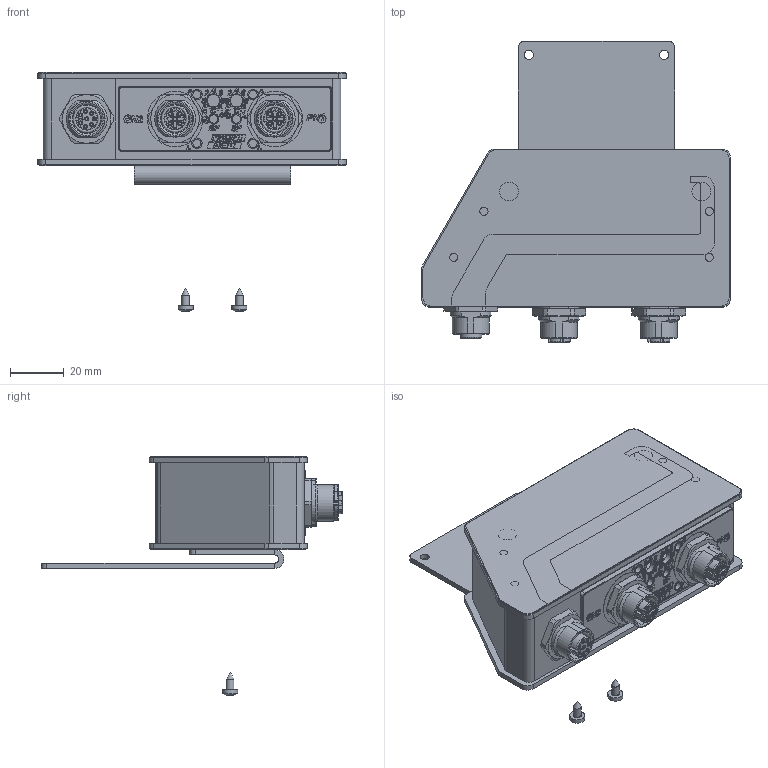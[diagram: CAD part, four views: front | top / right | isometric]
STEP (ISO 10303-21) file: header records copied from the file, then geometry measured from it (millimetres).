
FILE_DESCRIPTION(/* description */ ('-'),/* implementation_level */ '2;1');
FILE_NAME(/* name */ 'PE300301-T.stp',/* time_stamp */ '2025-01-10T11:17:49+01:00',/* author */ ('DONNER-J'),/* organization */ (''),/* preprocessor_version */ 'ST-DEVELOPER v18.1',/* originating_system */ 'Autodesk Inventor 2021',/* authorisation */ '');
FILE_SCHEMA (('AUTOMOTIVE_DESIGN { 1 0 10303 214 3 1 1 }'));
Products named in the file (4): Transferfile HiLobe; PE 300 194_3-T-PE300194_3; PE 900 014; XMIG-054335-Wuerth_420912965_ISO_14585_Stahl_verzinkt_TX_Flachkopf_C_
2 M3x6,5
Assembly tree (4 placements, depth 2):
  Transferfile HiLobe
    PE 300 194_3-T-PE300194_3
    PE 900 014
    XMIG-054335-Wuerth_420912965_ISO_14585_Stahl_verzinkt_TX_Flachkopf_C_
2 M3x6,5  x2
Bounding box: 114.4 x 111.75 x 88.8 mm (x, y, z)
Volume: 76414.7 mm3; surface area: 70500.6 mm2
Topology: 8 solids, 18 shells, 2422 faces, 6405 edges, 4245 vertices
Faces by surface type: plane 1324, cylinder 505, bspline 456, cone 110, torus 25, sphere 2
Full cylindrical faces by diameter (mm): 0.6 x8, 0.8 x3, 0.9 x8, 1 x16, 1.1 x8, 1.2 x2, 1.6 x16, 2 x2, 2.5 x6, 2.9 x2, 3 x10, 3.05 x6, 3.4 x12, 3.9 x1, 4.6 x2, 5.6 x2, 6.5 x2, 8.05 x2, 8.2 x3, 9.65 x2, 10.4 x3, 10.8 x3, 10.917 x3, 11 x3, 11.05 x3, 13 x3, 16 x2
Entity records: 81231 total; most frequent: CARTESIAN_POINT 21014, ORIENTED_EDGE 12676, DIRECTION 10711, EDGE_CURVE 6338, VERTEX_POINT 4202, LINE 4097, VECTOR 4097, AXIS2_PLACEMENT_3D 3307
